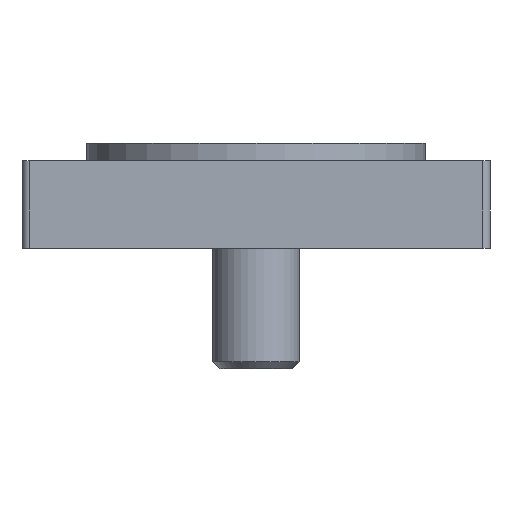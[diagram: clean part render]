
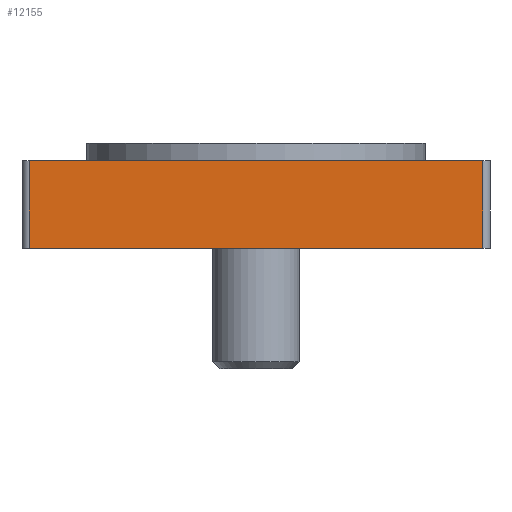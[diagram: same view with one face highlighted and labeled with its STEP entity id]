
A CAD part, front view. The second image highlights one B-rep face of the part: STEP entity #12155.
In plain terms, the highlighted planar face has unit normal (0, -1, 0).
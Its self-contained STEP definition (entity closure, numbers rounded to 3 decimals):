
#124 = LINE ( 'NONE', #9835, #15398 ) ;
#294 = LINE ( 'NONE', #6540, #4204 ) ;
#449 = CARTESIAN_POINT ( 'NONE',  ( -16., -110., -3. ) ) ;
#1449 = AXIS2_PLACEMENT_3D ( 'NONE', #4587, #5890, #10558 ) ;
#1470 = CARTESIAN_POINT ( 'NONE',  ( -15.5, -110., -3. ) ) ;
#1639 = DIRECTION ( 'NONE',  ( 1., 0., 0. ) ) ;
#1712 = CARTESIAN_POINT ( 'NONE',  ( 15.5, -110., -3. ) ) ;
#1743 = EDGE_CURVE ( 'NONE', #10022, #14178, #294, .T. ) ;
#2378 = ORIENTED_EDGE ( 'NONE', *, *, #14035, .T. ) ;
#3236 = DIRECTION ( 'NONE',  ( 0., 0., 1. ) ) ;
#3312 = PLANE ( 'NONE',  #1449 ) ;
#4204 = VECTOR ( 'NONE', #7836, 1000. ) ;
#4259 = ORIENTED_EDGE ( 'NONE', *, *, #1743, .T. ) ;
#4587 = CARTESIAN_POINT ( 'NONE',  ( -16., -110., 3. ) ) ;
#4955 = LINE ( 'NONE', #449, #9994 ) ;
#5670 = CARTESIAN_POINT ( 'NONE',  ( 15.5, -110., 3. ) ) ;
#5890 = DIRECTION ( 'NONE',  ( 0., 1., 0. ) ) ;
#6159 = EDGE_CURVE ( 'NONE', #10022, #9559, #124, .T. ) ;
#6540 = CARTESIAN_POINT ( 'NONE',  ( -15.5, -110., 3. ) ) ;
#6851 = EDGE_CURVE ( 'NONE', #14178, #10482, #4955, .T. ) ;
#7789 = ORIENTED_EDGE ( 'NONE', *, *, #6159, .F. ) ;
#7836 = DIRECTION ( 'NONE',  ( 0., 0., -1. ) ) ;
#8062 = ORIENTED_EDGE ( 'NONE', *, *, #6851, .T. ) ;
#9130 = EDGE_LOOP ( 'NONE', ( #8062, #2378, #7789, #4259 ) ) ;
#9559 = VERTEX_POINT ( 'NONE', #5670 ) ;
#9718 = VECTOR ( 'NONE', #3236, 1000. ) ;
#9835 = CARTESIAN_POINT ( 'NONE',  ( -16., -110., 3. ) ) ;
#9994 = VECTOR ( 'NONE', #1639, 1000. ) ;
#10022 = VERTEX_POINT ( 'NONE', #10566 ) ;
#10482 = VERTEX_POINT ( 'NONE', #1712 ) ;
#10558 = DIRECTION ( 'NONE',  ( 0., 0., 1. ) ) ;
#10566 = CARTESIAN_POINT ( 'NONE',  ( -15.5, -110., 3. ) ) ;
#11024 = DIRECTION ( 'NONE',  ( 1., 0., 0. ) ) ;
#11793 = FACE_OUTER_BOUND ( 'NONE', #9130, .T. ) ;
#11938 = LINE ( 'NONE', #14109, #9718 ) ;
#12155 = ADVANCED_FACE ( 'NONE', ( #11793 ), #3312, .F. ) ;
#14035 = EDGE_CURVE ( 'NONE', #10482, #9559, #11938, .T. ) ;
#14109 = CARTESIAN_POINT ( 'NONE',  ( 15.5, -110., 3. ) ) ;
#14178 = VERTEX_POINT ( 'NONE', #1470 ) ;
#15398 = VECTOR ( 'NONE', #11024, 1000. ) ;
